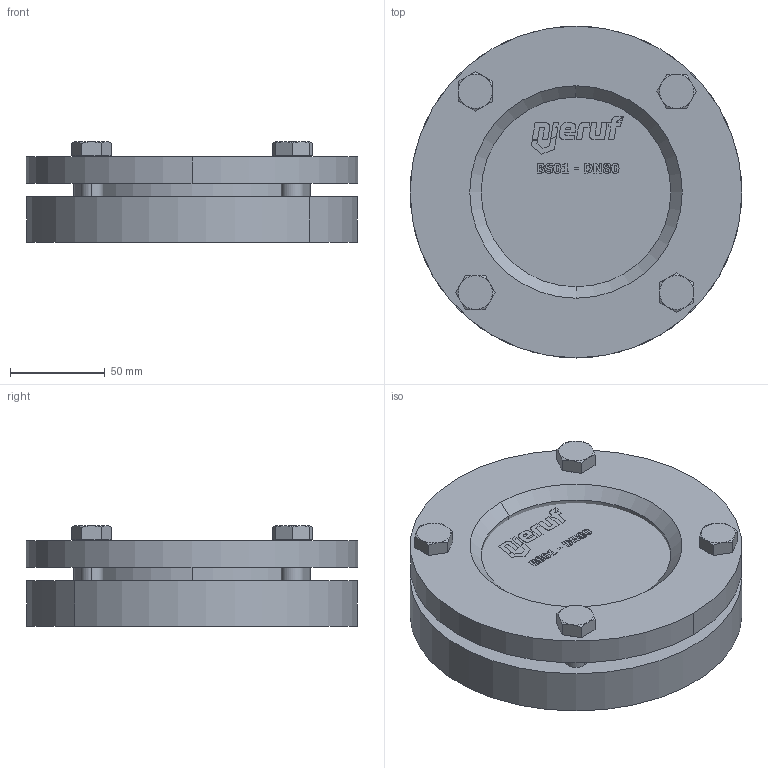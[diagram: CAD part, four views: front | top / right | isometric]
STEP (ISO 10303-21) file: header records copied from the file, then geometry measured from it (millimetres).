
FILE_DESCRIPTION (( 'STEP AP214' ), '1' );
FILE_NAME ('BS01_10_Behälter-Schauglas.STEP', '2020-06-30T13:16:06', ( '' ), ( '' ), 'SwSTEP 2.0', 'SolidWorks 2020', '' );
FILE_SCHEMA (( 'AUTOMOTIVE_DESIGN' ));
Length unit declared in the file: millimetre
Products named in the file (6): BS02-03-10_Flachdichtung; DIN 7990_M12x35_DIN 7990 - M12 x 35-WN; BS01-03-10_Glasplatte; BS01-01-10_Grundflansch; BS01_10_Behälter-Schauglas; BS01-02-10_Deckelflansch
Assembly tree (9 placements, depth 2):
  BS01_10_Behälter-Schauglas
    BS01-01-10_Grundflansch
    BS01-02-10_Deckelflansch
    BS02-03-10_Flachdichtung  x2
    BS01-03-10_Glasplatte
    DIN 7990_M12x35_DIN 7990 - M12 x 35-WN  x4
Bounding box: 175 x 175 x 53 mm (x, y, z)
Volume: 744892.8 mm3; surface area: 159797.7 mm2
Topology: 9 solids, 9 shells, 415 faces, 1030 edges, 672 vertices
Faces by surface type: plane 192, cylinder 92, bspline 87, cone 44
Entity records: 14338 total; most frequent: CARTESIAN_POINT 6070, ORIENTED_EDGE 1760, DIRECTION 1402, EDGE_CURVE 880, VERTEX_POINT 580, VECTOR 522, LINE 522, AXIS2_PLACEMENT_3D 440
